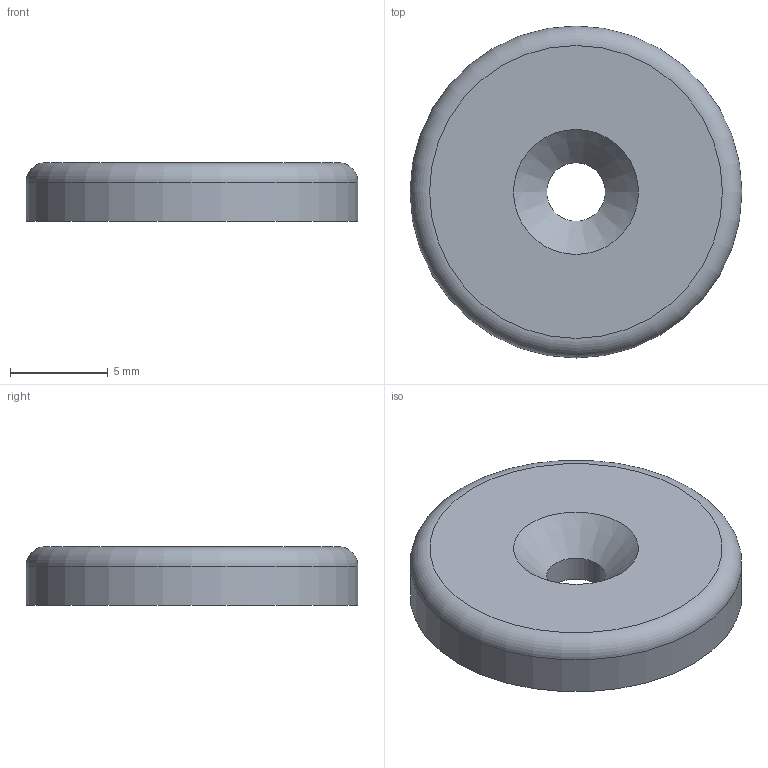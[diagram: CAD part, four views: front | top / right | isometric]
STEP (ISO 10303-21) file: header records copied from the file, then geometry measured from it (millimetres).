
FILE_DESCRIPTION(('FreeCAD Model'),'2;1');
FILE_NAME('Open CASCADE Shape Model','2026-01-05T18:59:13',(''),(''), 'Open CASCADE STEP processor 7.8','FreeCAD','Unknown');
FILE_SCHEMA(('AUTOMOTIVE_DESIGN { 1 0 10303 214 1 1 1 1 }'));
Length unit declared in the file: millimetre
Products named in the file (1): Cap
Bounding box: 17 x 17 x 3 mm (x, y, z)
Volume: 629.8 mm3; surface area: 599.3 mm2
Topology: 1 solids, 1 shells, 6 faces, 10 edges, 6 vertices
Faces by surface type: cylinder 2, plane 2, torus 1, cone 1
Full cylindrical faces by diameter (mm): 3 x1, 17 x1
Entity records: 173 total; most frequent: DIRECTION 31, CARTESIAN_POINT 23, ORIENTED_EDGE 20, AXIS2_PLACEMENT_3D 14, EDGE_CURVE 10, FACE_BOUND 8, EDGE_LOOP 8, CIRCLE 7
